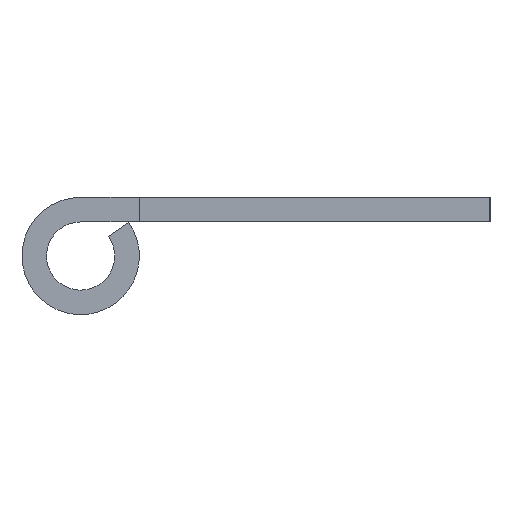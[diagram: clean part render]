
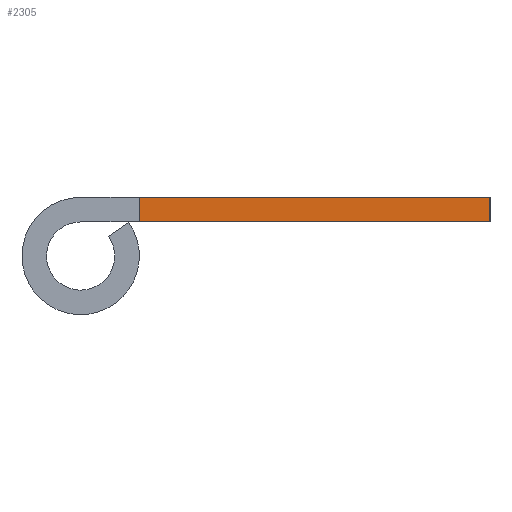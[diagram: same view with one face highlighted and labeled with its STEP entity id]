
A CAD part, left-side view. The second image highlights one B-rep face of the part: STEP entity #2305.
In plain terms, the highlighted planar face has unit normal (-1, 0, 0).
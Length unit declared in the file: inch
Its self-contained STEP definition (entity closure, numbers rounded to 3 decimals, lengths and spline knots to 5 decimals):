
#129=FACE_OUTER_BOUND('',#249,.T.);
#249=EDGE_LOOP('',(#1515,#1516,#1517,#1518));
#369=LINE('',#3305,#647);
#370=LINE('',#3307,#648);
#371=LINE('',#3309,#649);
#372=LINE('',#3310,#650);
#647=VECTOR('',#2633,0.09);
#648=VECTOR('',#2634,1.285);
#649=VECTOR('',#2635,0.09);
#650=VECTOR('',#2636,1.285);
#925=VERTEX_POINT('',#3303);
#926=VERTEX_POINT('',#3304);
#927=VERTEX_POINT('',#3306);
#928=VERTEX_POINT('',#3308);
#1161=EDGE_CURVE('',#925,#926,#369,.T.);
#1162=EDGE_CURVE('',#927,#925,#370,.T.);
#1163=EDGE_CURVE('',#927,#928,#371,.T.);
#1164=EDGE_CURVE('',#928,#926,#372,.T.);
#1515=ORIENTED_EDGE('',*,*,#1161,.F.);
#1516=ORIENTED_EDGE('',*,*,#1162,.F.);
#1517=ORIENTED_EDGE('',*,*,#1163,.T.);
#1518=ORIENTED_EDGE('',*,*,#1164,.T.);
#2223=PLANE('',#2433);
#2305=ADVANCED_FACE('',(#129),#2223,.F.);
#2433=AXIS2_PLACEMENT_3D('',#3302,#2631,#2632);
#2631=DIRECTION('center_axis',(1.,0.,0.));
#2632=DIRECTION('ref_axis',(0.,-1.,0.));
#2633=DIRECTION('',(0.,0.,1.));
#2634=DIRECTION('',(0.,1.,0.));
#2635=DIRECTION('',(0.,0.,1.));
#2636=DIRECTION('',(0.,1.,0.));
#3302=CARTESIAN_POINT('Origin',(-19.5,0.,0.));
#3303=CARTESIAN_POINT('',(-19.5,-0.215,-0.09));
#3304=CARTESIAN_POINT('',(-19.5,-0.215,0.));
#3305=CARTESIAN_POINT('',(-19.5,-0.215,-0.09));
#3306=CARTESIAN_POINT('',(-19.5,-1.5,-0.09));
#3307=CARTESIAN_POINT('',(-19.5,-1.5,-0.09));
#3308=CARTESIAN_POINT('',(-19.5,-1.5,0.));
#3309=CARTESIAN_POINT('',(-19.5,-1.5,-0.09));
#3310=CARTESIAN_POINT('',(-19.5,-1.5,0.));
